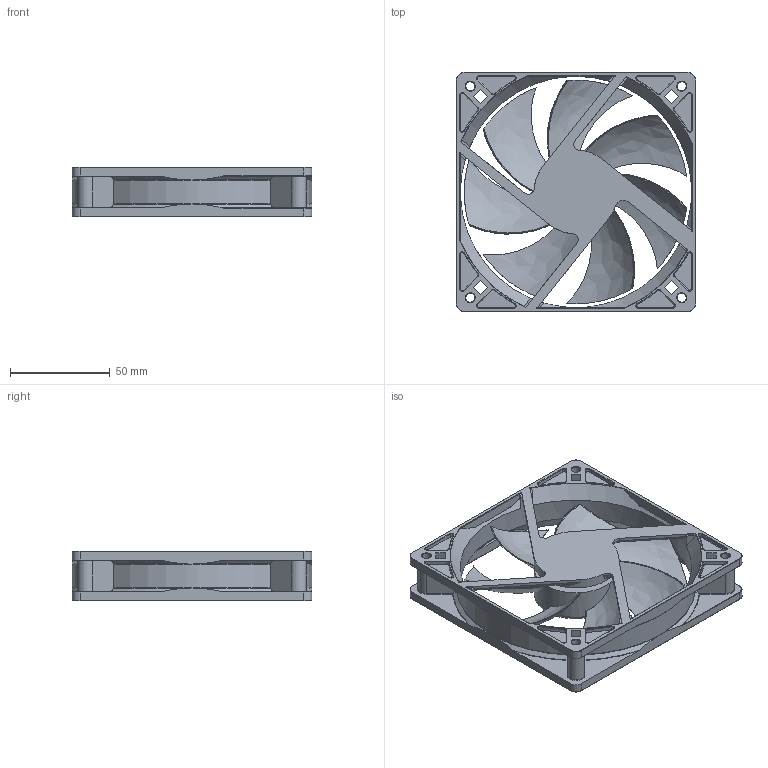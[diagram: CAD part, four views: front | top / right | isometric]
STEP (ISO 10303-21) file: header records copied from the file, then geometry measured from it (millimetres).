
FILE_DESCRIPTION(/* description */ (''),/* implementation_level */ '2;1');
FILE_NAME(/* name */ '7030024_PART_FAN STANDARD 120.stp',/* time_stamp */ '2016-01-25T11:25:53+00:00',/* author */ (''),/* organization */ (''),/* preprocessor_version */ 'ST-DEVELOPER v11',/* originating_system */ 'SIEMENS UGS NX 6.0',/* authorisation */ '');
FILE_SCHEMA (('AUTOMOTIVE_DESIGN { 1 0 10303 214 1 1 1 1 }'));
Length unit declared in the file: millimetre
Products named in the file (1): 7030024_PART_FAN STANDARD 120
Bounding box: 120 x 120 x 25 mm (x, y, z)
Volume: 78608 mm3; surface area: 65056.3 mm2
Topology: 2 solids, 2 shells, 698 faces, 1725 edges, 1018 vertices
Faces by surface type: cylinder 184, bspline 169, torus 147, plane 137, sphere 32, cone 29
Full cylindrical faces by diameter (mm): 4.5 x4, 10 x1, 42 x2, 116 x1
Entity records: 24590 total; most frequent: CARTESIAN_POINT 9448, ORIENTED_EDGE 3344, DIRECTION 2954, EDGE_CURVE 1672, AXIS2_PLACEMENT_3D 1247, VERTEX_POINT 1012, EDGE_LOOP 754, CIRCLE 713
